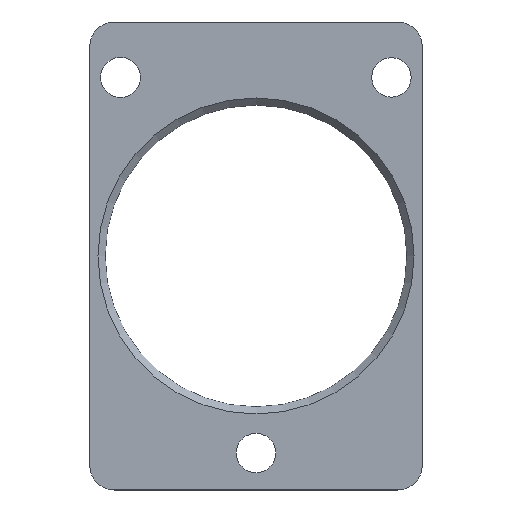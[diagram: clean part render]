
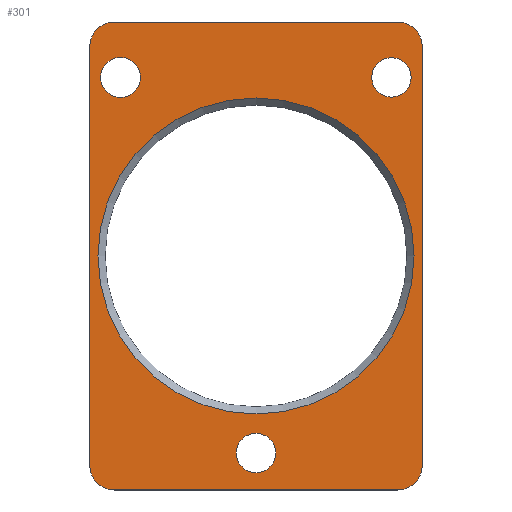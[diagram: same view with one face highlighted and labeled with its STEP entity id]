
A CAD part, top view. The second image highlights one B-rep face of the part: STEP entity #301.
In plain terms, the highlighted planar face has unit normal (0, 0, 1).
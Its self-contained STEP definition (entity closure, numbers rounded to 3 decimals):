
#17=FACE_BOUND('',#55,.T.);
#18=FACE_BOUND('',#56,.T.);
#19=FACE_BOUND('',#57,.T.);
#20=FACE_BOUND('',#58,.T.);
#26=PLANE('',#343);
#36=FACE_OUTER_BOUND('',#54,.T.);
#54=EDGE_LOOP('',(#220,#221,#222,#223,#224,#225,#226,#227));
#55=EDGE_LOOP('',(#228));
#56=EDGE_LOOP('',(#229));
#57=EDGE_LOOP('',(#230));
#58=EDGE_LOOP('',(#231));
#78=LINE('',#487,#100);
#79=LINE('',#491,#101);
#80=LINE('',#495,#102);
#81=LINE('',#499,#103);
#100=VECTOR('',#395,10.);
#101=VECTOR('',#398,10.);
#102=VECTOR('',#401,10.);
#103=VECTOR('',#404,10.);
#122=CIRCLE('',#340,12.83);
#124=CIRCLE('',#344,2.);
#125=CIRCLE('',#345,2.);
#126=CIRCLE('',#346,2.);
#127=CIRCLE('',#347,2.);
#128=CIRCLE('',#348,1.63);
#129=CIRCLE('',#349,1.6);
#130=CIRCLE('',#350,1.6);
#141=VERTEX_POINT('',#477);
#143=VERTEX_POINT('',#485);
#144=VERTEX_POINT('',#486);
#145=VERTEX_POINT('',#488);
#146=VERTEX_POINT('',#490);
#147=VERTEX_POINT('',#492);
#148=VERTEX_POINT('',#494);
#149=VERTEX_POINT('',#496);
#150=VERTEX_POINT('',#498);
#151=VERTEX_POINT('',#501);
#152=VERTEX_POINT('',#503);
#153=VERTEX_POINT('',#505);
#169=EDGE_CURVE('',#141,#141,#122,.T.);
#173=EDGE_CURVE('',#143,#144,#78,.T.);
#174=EDGE_CURVE('',#144,#145,#124,.T.);
#175=EDGE_CURVE('',#145,#146,#79,.T.);
#176=EDGE_CURVE('',#146,#147,#125,.T.);
#177=EDGE_CURVE('',#147,#148,#80,.T.);
#178=EDGE_CURVE('',#148,#149,#126,.T.);
#179=EDGE_CURVE('',#149,#150,#81,.T.);
#180=EDGE_CURVE('',#150,#143,#127,.T.);
#181=EDGE_CURVE('',#151,#151,#128,.T.);
#182=EDGE_CURVE('',#152,#152,#129,.T.);
#183=EDGE_CURVE('',#153,#153,#130,.T.);
#220=ORIENTED_EDGE('',*,*,#173,.T.);
#221=ORIENTED_EDGE('',*,*,#174,.T.);
#222=ORIENTED_EDGE('',*,*,#175,.T.);
#223=ORIENTED_EDGE('',*,*,#176,.T.);
#224=ORIENTED_EDGE('',*,*,#177,.T.);
#225=ORIENTED_EDGE('',*,*,#178,.T.);
#226=ORIENTED_EDGE('',*,*,#179,.T.);
#227=ORIENTED_EDGE('',*,*,#180,.T.);
#228=ORIENTED_EDGE('',*,*,#181,.T.);
#229=ORIENTED_EDGE('',*,*,#182,.T.);
#230=ORIENTED_EDGE('',*,*,#183,.T.);
#231=ORIENTED_EDGE('',*,*,#169,.F.);
#301=ADVANCED_FACE('',(#36,#17,#18,#19,#20),#26,.T.);
#340=AXIS2_PLACEMENT_3D('',#478,#385,#386);
#343=AXIS2_PLACEMENT_3D('',#484,#393,#394);
#344=AXIS2_PLACEMENT_3D('',#489,#396,#397);
#345=AXIS2_PLACEMENT_3D('',#493,#399,#400);
#346=AXIS2_PLACEMENT_3D('',#497,#402,#403);
#347=AXIS2_PLACEMENT_3D('',#500,#405,#406);
#348=AXIS2_PLACEMENT_3D('',#502,#407,#408);
#349=AXIS2_PLACEMENT_3D('',#504,#409,#410);
#350=AXIS2_PLACEMENT_3D('',#506,#411,#412);
#385=DIRECTION('center_axis',(0.,0.,
1.));
#386=DIRECTION('ref_axis',(-1.,0.,0.));
#393=DIRECTION('center_axis',(0.,0.,
1.));
#394=DIRECTION('ref_axis',(1.,0.,0.));
#395=DIRECTION('',(-1.,0.,0.));
#396=DIRECTION('center_axis',(0.,0.,
1.));
#397=DIRECTION('ref_axis',(0.,1.,0.));
#398=DIRECTION('',(0.,-1.,0.));
#399=DIRECTION('center_axis',(0.,0.,
1.));
#400=DIRECTION('ref_axis',(-1.,0.,0.));
#401=DIRECTION('',(1.,0.,0.));
#402=DIRECTION('center_axis',(0.,0.,
1.));
#403=DIRECTION('ref_axis',(0.,-1.,0.));
#404=DIRECTION('',(0.,1.,0.));
#405=DIRECTION('center_axis',(0.,0.,
1.));
#406=DIRECTION('ref_axis',(1.,0.,0.));
#407=DIRECTION('center_axis',(0.,0.,
-1.));
#408=DIRECTION('ref_axis',(-1.,0.,0.));
#409=DIRECTION('center_axis',(0.,0.,
-1.));
#410=DIRECTION('ref_axis',(-1.,0.,0.));
#411=DIRECTION('center_axis',(0.,0.,
-1.));
#412=DIRECTION('ref_axis',(-1.,0.,0.));
#477=CARTESIAN_POINT('',(-1.17,19.445,0.8));
#478=CARTESIAN_POINT('Origin',(-14.,19.445,0.8));
#484=CARTESIAN_POINT('Origin',(-14.,19.445,0.8));
#485=CARTESIAN_POINT('',(-2.5,38.445,0.8));
#486=CARTESIAN_POINT('',(-25.5,38.445,0.8));
#487=CARTESIAN_POINT('',(-2.5,38.445,0.8));
#488=CARTESIAN_POINT('',(-27.5,36.445,0.8));
#489=CARTESIAN_POINT('Origin',(-25.5,36.445,0.8));
#490=CARTESIAN_POINT('',(-27.5,2.445,0.8));
#491=CARTESIAN_POINT('',(-27.5,36.445,0.8));
#492=CARTESIAN_POINT('',(-25.5,0.445,0.8));
#493=CARTESIAN_POINT('Origin',(-25.5,2.445,0.8));
#494=CARTESIAN_POINT('',(-2.5,0.445,0.8));
#495=CARTESIAN_POINT('',(-25.5,0.445,0.8));
#496=CARTESIAN_POINT('',(-0.5,2.445,0.8));
#497=CARTESIAN_POINT('Origin',(-2.5,2.445,0.8));
#498=CARTESIAN_POINT('',(-0.5,36.445,0.8));
#499=CARTESIAN_POINT('',(-0.5,2.445,0.8));
#500=CARTESIAN_POINT('Origin',(-2.5,36.445,0.8));
#501=CARTESIAN_POINT('',(-23.37,33.945,0.8));
#502=CARTESIAN_POINT('Origin',(-25.,33.945,0.8));
#503=CARTESIAN_POINT('',(-12.4,3.445,0.8));
#504=CARTESIAN_POINT('Origin',(-14.,3.445,0.8));
#505=CARTESIAN_POINT('',(-1.4,33.945,0.8));
#506=CARTESIAN_POINT('Origin',(-3.,33.945,0.8));
